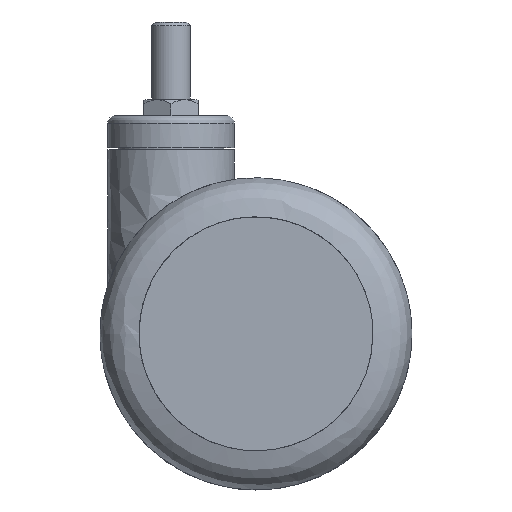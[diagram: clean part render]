
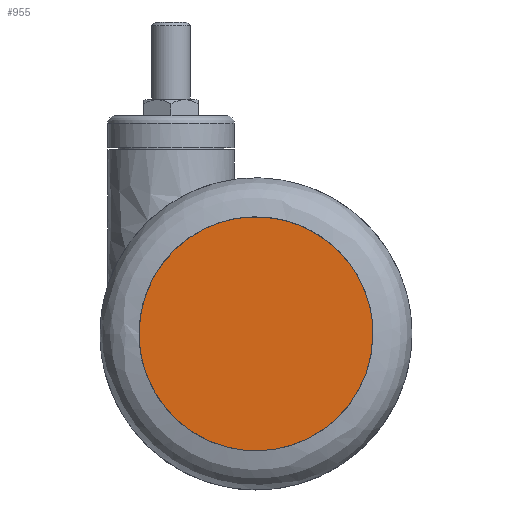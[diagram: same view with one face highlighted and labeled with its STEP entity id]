
A CAD part, top view. The second image highlights one B-rep face of the part: STEP entity #955.
In plain terms, the highlighted free-form (B-spline) face has degree [1, 1] with [2, 2] control points.
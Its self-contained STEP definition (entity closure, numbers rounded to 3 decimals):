
#955 = ADVANCED_FACE('',(#956),#970,.F.);
#956 = FACE_BOUND('',#957,.T.);
#957 = EDGE_LOOP('',(#958));
#958 = ORIENTED_EDGE('',*,*,#959,.F.);
#959 = EDGE_CURVE('',#960,#960,#962,.T.);
#960 = VERTEX_POINT('',#961);
#961 = CARTESIAN_POINT('',(90.888,-105.275,
    45.784));
#962 = ( BOUNDED_CURVE() B_SPLINE_CURVE(2,(#963,#964,#965,#966,#967,#968
,#969),.UNSPECIFIED.,.T.,.F.) B_SPLINE_CURVE_WITH_KNOTS((1,2,2,2,2,1),(
    -2.094,0.,2.094,4.189,6.283,
8.378),.UNSPECIFIED.) CURVE() GEOMETRIC_REPRESENTATION_ITEM() 
RATIONAL_B_SPLINE_CURVE((1.,0.5,1.,0.5,1.,0.5,1.)) REPRESENTATION_ITEM(
  '') );
#963 = CARTESIAN_POINT('',(90.888,-105.275,
    45.784));
#964 = CARTESIAN_POINT('',(90.888,-196.446,
    45.784));
#965 = CARTESIAN_POINT('',(11.931,-150.861,
    45.784));
#966 = CARTESIAN_POINT('',(-67.025,-105.275,
    45.784));
#967 = CARTESIAN_POINT('',(11.931,-59.69,
    45.784));
#968 = CARTESIAN_POINT('',(90.888,-14.104,
    45.784));
#969 = CARTESIAN_POINT('',(90.888,-105.275,
    45.784));
#970 = B_SPLINE_SURFACE_WITH_KNOTS('',1,1,(
    (#971,#972)
    ,(#973,#974
    )),.UNSPECIFIED.,.F.,.F.,.F.,(2,2),(2,2),(-38.1,38.1),(-38.1,38.1),
  .PIECEWISE_BEZIER_KNOTS.);
#971 = CARTESIAN_POINT('',(-14.388,-52.638,
    45.784));
#972 = CARTESIAN_POINT('',(-14.388,-157.913,
    45.784));
#973 = CARTESIAN_POINT('',(90.888,-52.638,
    45.784));
#974 = CARTESIAN_POINT('',(90.888,-157.913,
    45.784));
